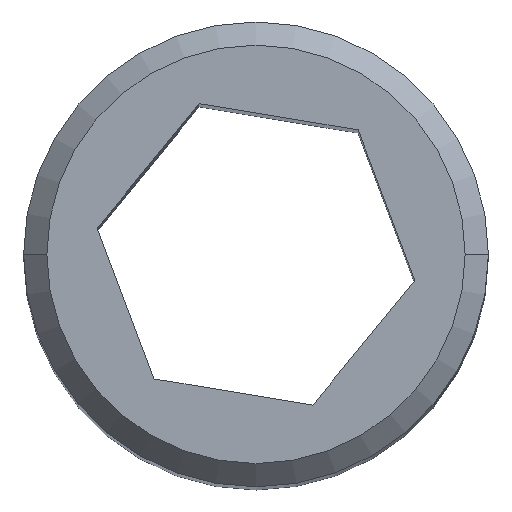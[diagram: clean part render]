
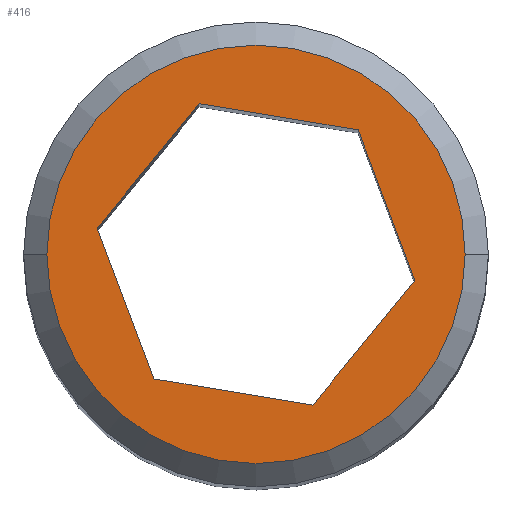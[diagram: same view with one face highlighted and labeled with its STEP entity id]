
A CAD part, top view. The second image highlights one B-rep face of the part: STEP entity #416.
In plain terms, the highlighted planar face has unit normal (0, 0, 1).
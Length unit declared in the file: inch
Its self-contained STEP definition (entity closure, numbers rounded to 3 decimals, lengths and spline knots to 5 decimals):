
#136=CARTESIAN_POINT('',(-0.28125,0.,1.25));
#137=VERTEX_POINT('',#136);
#146=CARTESIAN_POINT('',(0.28125,0.0,1.25));
#147=VERTEX_POINT('',#146);
#148=CARTESIAN_POINT('',(0.0,0.0,1.25));
#149=DIRECTION('',(0.0,0.0,-1.0));
#150=DIRECTION('',(-1.0,0.0,0.0));
#151=AXIS2_PLACEMENT_3D('',#148,#149,#150);
#152=CIRCLE('',#151,0.28125);
#153=EDGE_CURVE('',#137,#147,#152,.T.);
#347=CARTESIAN_POINT('',(0.0,0.0,1.25));
#348=DIRECTION('',(0.0,0.0,-1.0));
#349=DIRECTION('',(-1.0,0.0,0.0));
#350=AXIS2_PLACEMENT_3D('',#347,#348,#349);
#351=CIRCLE('',#350,0.28125);
#352=EDGE_CURVE('',#147,#137,#351,.T.);
#357=CARTESIAN_POINT('',(0.02841,0.,1.25));
#358=DIRECTION('',(0.0,0.0,1.0));
#359=DIRECTION('',(1.0,0.0,0.0));
#360=AXIS2_PLACEMENT_3D('',#357,#358,#359);
#361=PLANE('',#360);
#362=ORIENTED_EDGE('',*,*,#352,.F.);
#363=ORIENTED_EDGE('',*,*,#153,.F.);
#364=EDGE_LOOP('',(#362,#363));
#365=FACE_OUTER_BOUND('',#364,.T.);
#366=CARTESIAN_POINT('',(0.07624,-0.20264,1.25));
#367=VERTEX_POINT('',#366);
#368=CARTESIAN_POINT('',(-0.13737,-0.16735,1.25));
#369=VERTEX_POINT('',#368);
#370=CARTESIAN_POINT('',(0.07624,-0.20264,1.25));
#371=DIRECTION('',(-0.987,0.163,0.0));
#372=VECTOR('',#371,0.21651);
#373=LINE('',#370,#372);
#374=EDGE_CURVE('',#367,#369,#373,.T.);
#375=ORIENTED_EDGE('',*,*,#374,.T.);
#376=CARTESIAN_POINT('',(-0.21361,0.03529,1.25));
#377=VERTEX_POINT('',#376);
#378=CARTESIAN_POINT('',(-0.13737,-0.16735,1.25));
#379=DIRECTION('',(-0.352,0.936,0.0));
#380=VECTOR('',#379,0.21651);
#381=LINE('',#378,#380);
#382=EDGE_CURVE('',#369,#377,#381,.T.);
#383=ORIENTED_EDGE('',*,*,#382,.T.);
#384=CARTESIAN_POINT('',(-0.07624,0.20264,1.25));
#385=VERTEX_POINT('',#384);
#386=CARTESIAN_POINT('',(-0.21361,0.03529,1.25));
#387=DIRECTION('',(0.634,0.773,0.0));
#388=VECTOR('',#387,0.21651);
#389=LINE('',#386,#388);
#390=EDGE_CURVE('',#377,#385,#389,.T.);
#391=ORIENTED_EDGE('',*,*,#390,.T.);
#392=CARTESIAN_POINT('',(0.13737,0.16735,1.25));
#393=VERTEX_POINT('',#392);
#394=CARTESIAN_POINT('',(-0.07624,0.20264,1.25));
#395=DIRECTION('',(0.987,-0.163,0.0));
#396=VECTOR('',#395,0.21651);
#397=LINE('',#394,#396);
#398=EDGE_CURVE('',#385,#393,#397,.T.);
#399=ORIENTED_EDGE('',*,*,#398,.T.);
#400=CARTESIAN_POINT('',(0.21361,-0.03529,1.25));
#401=VERTEX_POINT('',#400);
#402=CARTESIAN_POINT('',(0.13737,0.16735,1.25));
#403=DIRECTION('',(0.352,-0.936,0.0));
#404=VECTOR('',#403,0.21651);
#405=LINE('',#402,#404);
#406=EDGE_CURVE('',#393,#401,#405,.T.);
#407=ORIENTED_EDGE('',*,*,#406,.T.);
#408=CARTESIAN_POINT('',(0.21361,-0.03529,1.25));
#409=DIRECTION('',(-0.634,-0.773,0.0));
#410=VECTOR('',#409,0.21651);
#411=LINE('',#408,#410);
#412=EDGE_CURVE('',#401,#367,#411,.T.);
#413=ORIENTED_EDGE('',*,*,#412,.T.);
#414=EDGE_LOOP('',(#375,#383,#391,#399,#407,#413));
#415=FACE_BOUND('',#414,.T.);
#416=ADVANCED_FACE('',(#365,#415),#361,.T.);
